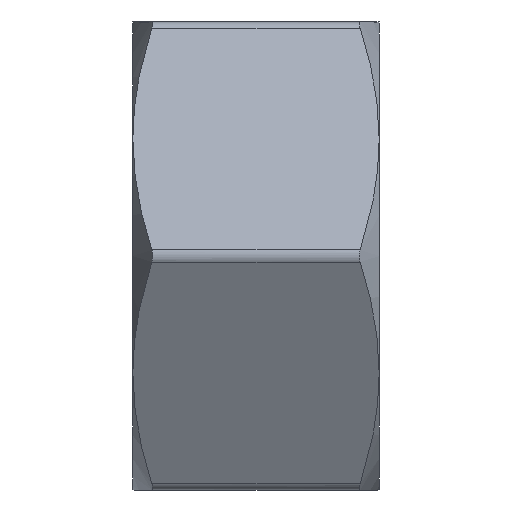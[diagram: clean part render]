
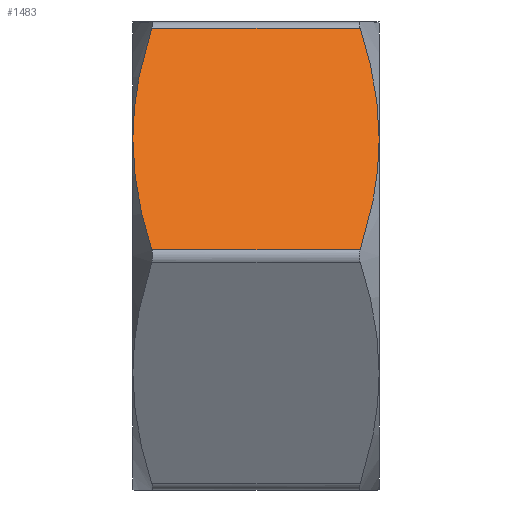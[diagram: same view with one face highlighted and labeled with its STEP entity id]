
A CAD part, left-side view. The second image highlights one B-rep face of the part: STEP entity #1483.
In plain terms, the highlighted planar face has unit normal (-0.866, 0, 0.5).
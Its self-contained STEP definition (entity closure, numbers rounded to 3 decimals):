
#5 = CARTESIAN_POINT ( 'NONE',  ( -10.401, 4.468, 0.985 ) ) ;
#441 = VERTEX_POINT ( 'NONE', #3309 ) ;
#1483 = ADVANCED_FACE ( 'NONE', ( #2929 ), #10642, .F. ) ;
#1535 = CARTESIAN_POINT ( 'NONE',  ( -8.007, -5., 5.131 ) ) ;
#2063 = CARTESIAN_POINT ( 'NONE',  ( -10.97, 5., 0. ) ) ;
#2178 = LINE ( 'NONE', #9989, #14803 ) ;
#2214 = B_SPLINE_CURVE_WITH_KNOTS ( 'NONE', 3,
 ( #5906, #2354, #8358, #10787, #9610, #2410 ),
 .UNSPECIFIED., .F., .F.,
 ( 4, 2, 4 ),
 ( 0., 0.003, 0.006 ),
 .UNSPECIFIED. ) ;
#2354 = CARTESIAN_POINT ( 'NONE',  ( -10.4, -4.469, 0.987 ) ) ;
#2410 = CARTESIAN_POINT ( 'NONE',  ( -8.227, -5., 4.75 ) ) ;
#2879 = CARTESIAN_POINT ( 'NONE',  ( -10.825, 4.233, 0.25 ) ) ;
#2929 = FACE_OUTER_BOUND ( 'NONE', #9631, .T. ) ;
#3309 = CARTESIAN_POINT ( 'NONE',  ( -10.825, -4.233, 0.25 ) ) ;
#3574 = CARTESIAN_POINT ( 'NONE',  ( -10.825, 4.233, 0.25 ) ) ;
#3588 = CARTESIAN_POINT ( 'NONE',  ( -6.483, 4.662, 7.772 ) ) ;
#4820 = CARTESIAN_POINT ( 'NONE',  ( -5.629, -4.233, 9.25 ) ) ;
#4916 = CARTESIAN_POINT ( 'NONE',  ( -9.107, 4.912, 3.227 ) ) ;
#5289 = CARTESIAN_POINT ( 'NONE',  ( -8.227, -5., 4.75 ) ) ;
#5850 = DIRECTION ( 'NONE',  ( 0., -1., 0. ) ) ;
#5906 = CARTESIAN_POINT ( 'NONE',  ( -10.825, -4.233, 0.25 ) ) ;
#6040 = VECTOR ( 'NONE', #5850, 1000. ) ;
#6044 = CARTESIAN_POINT ( 'NONE',  ( -8.227, 5., 4.75 ) ) ;
#6078 = VERTEX_POINT ( 'NONE', #15518 ) ;
#6096 = CARTESIAN_POINT ( 'NONE',  ( -7.348, 4.928, 6.273 ) ) ;
#6151 = CARTESIAN_POINT ( 'NONE',  ( -7.785, 5., 5.516 ) ) ;
#6407 = CARTESIAN_POINT ( 'NONE',  ( -6.053, -4.468, 8.515 ) ) ;
#6442 = DIRECTION ( 'NONE',  ( 0., 1., 0. ) ) ;
#6724 = EDGE_CURVE ( 'NONE', #6977, #441, #7594, .T. ) ;
#6793 = EDGE_CURVE ( 'NONE', #441, #11237, #2214, .T. ) ;
#6884 = DIRECTION ( 'NONE',  ( -0.5, 0., -0.866 ) ) ;
#6915 = B_SPLINE_CURVE_WITH_KNOTS ( 'NONE', 3,
 ( #8393, #10868, #3588, #6096, #6151, #6044 ),
 .UNSPECIFIED., .F., .F.,
 ( 4, 2, 4 ),
 ( 0., 0.003, 0.006 ),
 .UNSPECIFIED. ) ;
#6977 = VERTEX_POINT ( 'NONE', #2879 ) ;
#7594 = LINE ( 'NONE', #8205, #6040 ) ;
#7807 = CARTESIAN_POINT ( 'NONE',  ( -7.786, -4.982, 5.515 ) ) ;
#7881 = ORIENTED_EDGE ( 'NONE', *, *, #6793, .T. ) ;
#8086 = B_SPLINE_CURVE_WITH_KNOTS ( 'NONE', 3,
 ( #13534, #1535, #7807, #13642, #14910, #12549, #6407, #13748 ),
 .UNSPECIFIED., .F., .F.,
 ( 4, 2, 2, 4 ),
 ( 0.006, 0.007, 0.008, 0.011 ),
 .UNSPECIFIED. ) ;
#8205 = CARTESIAN_POINT ( 'NONE',  ( -10.825, 5., 0.25 ) ) ;
#8358 = CARTESIAN_POINT ( 'NONE',  ( -9.972, -4.662, 1.728 ) ) ;
#8393 = CARTESIAN_POINT ( 'NONE',  ( -5.629, 4.233, 9.25 ) ) ;
#8728 = ORIENTED_EDGE ( 'NONE', *, *, #6724, .T. ) ;
#9489 = EDGE_CURVE ( 'NONE', #6078, #14431, #6915, .T. ) ;
#9532 = CARTESIAN_POINT ( 'NONE',  ( -8.227, 5., 4.75 ) ) ;
#9610 = CARTESIAN_POINT ( 'NONE',  ( -8.669, -5., 3.984 ) ) ;
#9631 = EDGE_LOOP ( 'NONE', ( #9759, #8728, #7881, #12991, #11835, #13578 ) ) ;
#9679 = CARTESIAN_POINT ( 'NONE',  ( -9.324, 4.861, 2.85 ) ) ;
#9759 = ORIENTED_EDGE ( 'NONE', *, *, #13785, .T. ) ;
#9795 = VERTEX_POINT ( 'NONE', #4820 ) ;
#9989 = CARTESIAN_POINT ( 'NONE',  ( -5.629, 5., 9.25 ) ) ;
#10112 = B_SPLINE_CURVE_WITH_KNOTS ( 'NONE', 3,
 ( #9532, #10857, #14523, #4916, #9679, #13364, #5, #3574 ),
 .UNSPECIFIED., .F., .F.,
 ( 4, 2, 2, 4 ),
 ( 0.006, 0.007, 0.008, 0.011 ),
 .UNSPECIFIED. ) ;
#10172 = AXIS2_PLACEMENT_3D ( 'NONE', #2063, #10491, #6884 ) ;
#10270 = CARTESIAN_POINT ( 'NONE',  ( -8.227, 5., 4.75 ) ) ;
#10491 = DIRECTION ( 'NONE',  ( 0.866, 0., -0.5 ) ) ;
#10642 = PLANE ( 'NONE',  #10172 ) ;
#10787 = CARTESIAN_POINT ( 'NONE',  ( -9.106, -4.928, 3.227 ) ) ;
#10857 = CARTESIAN_POINT ( 'NONE',  ( -8.447, 5., 4.369 ) ) ;
#10868 = CARTESIAN_POINT ( 'NONE',  ( -6.054, 4.469, 8.513 ) ) ;
#11237 = VERTEX_POINT ( 'NONE', #5289 ) ;
#11835 = ORIENTED_EDGE ( 'NONE', *, *, #12019, .T. ) ;
#12019 = EDGE_CURVE ( 'NONE', #9795, #6078, #2178, .T. ) ;
#12549 = CARTESIAN_POINT ( 'NONE',  ( -6.481, -4.661, 7.774 ) ) ;
#12991 = ORIENTED_EDGE ( 'NONE', *, *, #13459, .T. ) ;
#13364 = CARTESIAN_POINT ( 'NONE',  ( -9.973, 4.661, 1.726 ) ) ;
#13459 = EDGE_CURVE ( 'NONE', #11237, #9795, #8086, .T. ) ;
#13534 = CARTESIAN_POINT ( 'NONE',  ( -8.227, -5., 4.75 ) ) ;
#13578 = ORIENTED_EDGE ( 'NONE', *, *, #9489, .T. ) ;
#13642 = CARTESIAN_POINT ( 'NONE',  ( -7.348, -4.912, 6.273 ) ) ;
#13748 = CARTESIAN_POINT ( 'NONE',  ( -5.629, -4.233, 9.25 ) ) ;
#13785 = EDGE_CURVE ( 'NONE', #14431, #6977, #10112, .T. ) ;
#14431 = VERTEX_POINT ( 'NONE', #10270 ) ;
#14523 = CARTESIAN_POINT ( 'NONE',  ( -8.669, 4.982, 3.985 ) ) ;
#14803 = VECTOR ( 'NONE', #6442, 1000. ) ;
#14910 = CARTESIAN_POINT ( 'NONE',  ( -7.13, -4.861, 6.65 ) ) ;
#15518 = CARTESIAN_POINT ( 'NONE',  ( -5.629, 4.233, 9.25 ) ) ;
